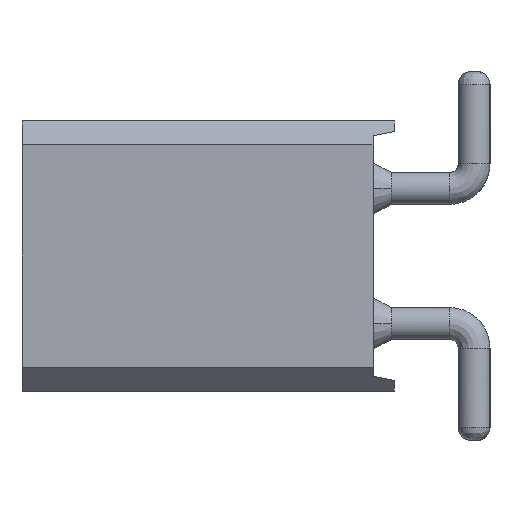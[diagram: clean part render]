
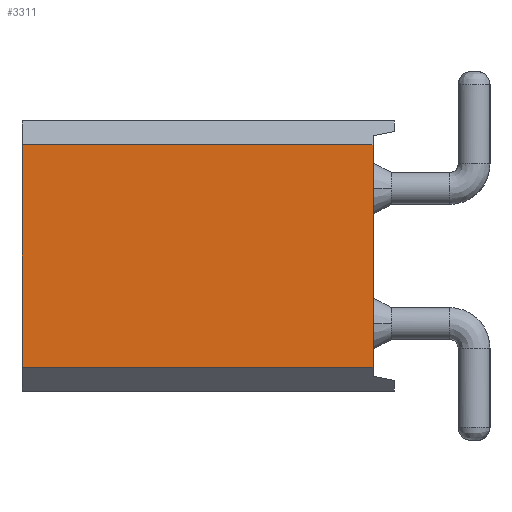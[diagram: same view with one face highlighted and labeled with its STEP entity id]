
A CAD part, left-side view. The second image highlights one B-rep face of the part: STEP entity #3311.
In plain terms, the highlighted planar face has unit normal (-1, 0, 0).
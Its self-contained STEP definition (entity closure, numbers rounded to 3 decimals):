
#3228=CARTESIAN_POINT('',(0.,0.4,-3.36));
#3229=VERTEX_POINT('',#3228);
#3239=CARTESIAN_POINT('',(0.,7.,-3.36));
#3240=VERTEX_POINT('',#3239);
#3241=CARTESIAN_POINT('',(0.,0.4,-3.36));
#3242=CARTESIAN_POINT('',(0.,1.72,-3.36));
#3243=CARTESIAN_POINT('',(0.,3.04,-3.36));
#3244=CARTESIAN_POINT('',(0.,4.36,-3.36));
#3245=CARTESIAN_POINT('',(0.,5.68,-3.36));
#3246=CARTESIAN_POINT('',(0.,7.,-3.36));
#3247=B_SPLINE_CURVE_WITH_KNOTS('',5,(#3241,#3242,#3243,#3244,#3245,#3246),.UNSPECIFIED.,.F.,.U.,(6,6),(0.,6.6),.UNSPECIFIED.);
#3248=EDGE_CURVE('',#3229,#3240,#3247,.T.);
#3272=CARTESIAN_POINT('',(0.,3.7,-1.27));
#3273=DIRECTION('',(0.,0.,1.));
#3274=DIRECTION('',(-1.,0.,0.));
#3275=AXIS2_PLACEMENT_3D('',#3272,#3274,#3273);
#3276=PLANE('',#3275);
#3277=CARTESIAN_POINT('',(0.,7.,0.82));
#3278=VERTEX_POINT('',#3277);
#3279=CARTESIAN_POINT('',(0.,7.,-3.36));
#3280=CARTESIAN_POINT('',(0.,7.,-2.524));
#3281=CARTESIAN_POINT('',(0.,7.,-1.688));
#3282=CARTESIAN_POINT('',(0.,7.,-0.852));
#3283=CARTESIAN_POINT('',(0.,7.,-0.016));
#3284=CARTESIAN_POINT('',(0.,7.,0.82));
#3285=B_SPLINE_CURVE_WITH_KNOTS('',5,(#3279,#3280,#3281,#3282,#3283,#3284),.UNSPECIFIED.,.F.,.U.,(6,6),(0.,4.18),.UNSPECIFIED.);
#3286=EDGE_CURVE('',#3240,#3278,#3285,.T.);
#3287=ORIENTED_EDGE('',*,*,#3286,.F.);
#3288=ORIENTED_EDGE('',*,*,#3248,.F.);
#3289=CARTESIAN_POINT('',(0.,0.4,0.82));
#3290=VERTEX_POINT('',#3289);
#3291=CARTESIAN_POINT('',(0.,0.4,0.82));
#3292=CARTESIAN_POINT('',(0.,0.4,-0.016));
#3293=CARTESIAN_POINT('',(0.,0.4,-0.852));
#3294=CARTESIAN_POINT('',(0.,0.4,-1.688));
#3295=CARTESIAN_POINT('',(0.,0.4,-2.524));
#3296=CARTESIAN_POINT('',(0.,0.4,-3.36));
#3297=B_SPLINE_CURVE_WITH_KNOTS('',5,(#3291,#3292,#3293,#3294,#3295,#3296),.UNSPECIFIED.,.F.,.U.,(6,6),(0.,4.18),.UNSPECIFIED.);
#3298=EDGE_CURVE('',#3290,#3229,#3297,.T.);
#3299=ORIENTED_EDGE('',*,*,#3298,.F.);
#3300=CARTESIAN_POINT('',(0.,0.4,0.82));
#3301=CARTESIAN_POINT('',(0.,1.72,0.82));
#3302=CARTESIAN_POINT('',(0.,3.04,0.82));
#3303=CARTESIAN_POINT('',(0.,4.36,0.82));
#3304=CARTESIAN_POINT('',(0.,5.68,0.82));
#3305=CARTESIAN_POINT('',(0.,7.,0.82));
#3306=B_SPLINE_CURVE_WITH_KNOTS('',5,(#3300,#3301,#3302,#3303,#3304,#3305),.UNSPECIFIED.,.F.,.U.,(6,6),(0.,6.6),.UNSPECIFIED.);
#3307=EDGE_CURVE('',#3290,#3278,#3306,.T.);
#3308=ORIENTED_EDGE('',*,*,#3307,.T.);
#3309=EDGE_LOOP('',(#3287,#3288,#3299,#3308));
#3310=FACE_OUTER_BOUND('',#3309,.T.);
#3311=ADVANCED_FACE('',(#3310),#3276,.T.);
